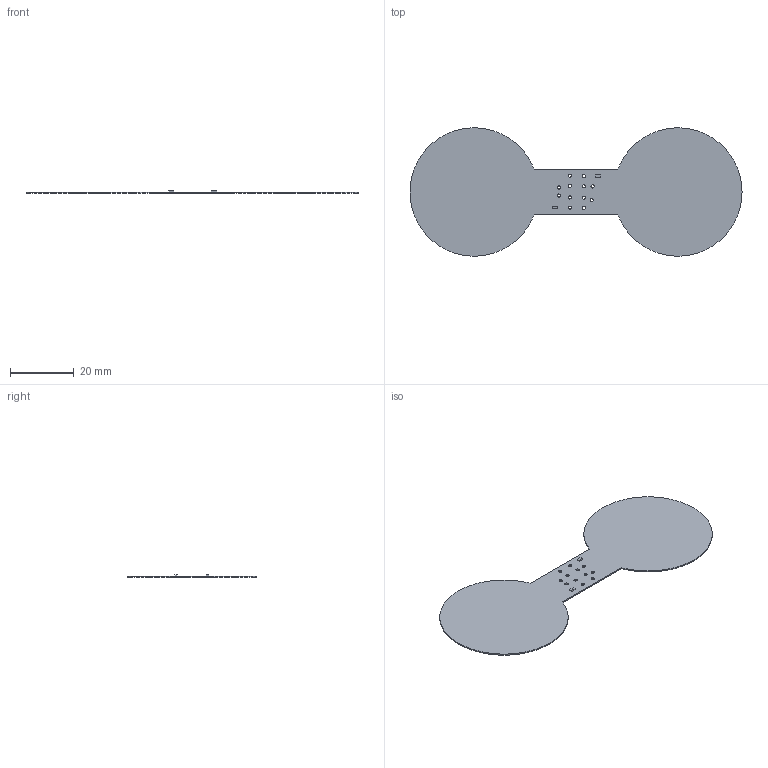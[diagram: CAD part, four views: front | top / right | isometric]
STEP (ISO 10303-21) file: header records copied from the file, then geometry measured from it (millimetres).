
FILE_DESCRIPTION(('Open CASCADE Model'),'2;1');
FILE_NAME('Open CASCADE Shape Model','2015-11-22T00:34:02',('Author'),( 'Open CASCADE'),'Open CASCADE STEP processor 6.5','Open CASCADE 6.5' ,'Unknown');
FILE_SCHEMA(('AUTOMOTIVE_DESIGN { 1 0 10303 214 1 1 1 1 }'));
Length unit declared in the file: millimetre
Products named in the file (6): PCB; Board; TRACK; 1011348560; Extruded; *
Assembly tree (6 placements, depth 4):
  PCB
    Board
    TRACK
      1011348560
        Extruded
    *
      1011348560
        Extruded
Bounding box: 104.28 x 40.28 x 0.91 mm (x, y, z)
Volume: 1189.4 mm3; surface area: 5914.2 mm2
Topology: 3 solids, 3 shells, 200 faces, 582 edges, 388 vertices
Faces by surface type: plane 188, cylinder 12
Full cylindrical faces by diameter (mm): 1 x12
Entity records: 13996 total; most frequent: CARTESIAN_POINT 2435, DIRECTION 2112, LINE 1662, VECTOR 1662, ORIENTED_EDGE 1140, PCURVE 1140, DEFINITIONAL_REPRESENTATION 1140, EDGE_CURVE 570
